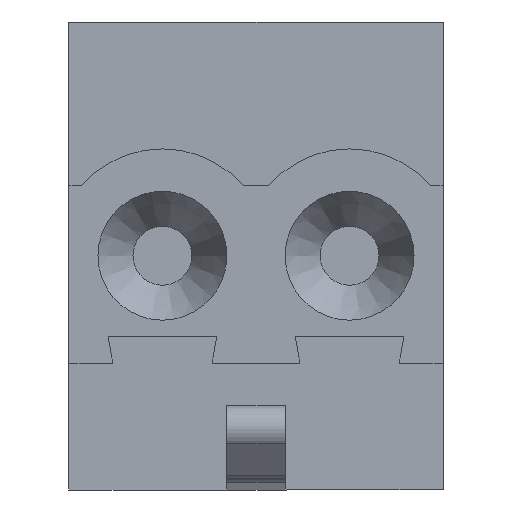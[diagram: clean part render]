
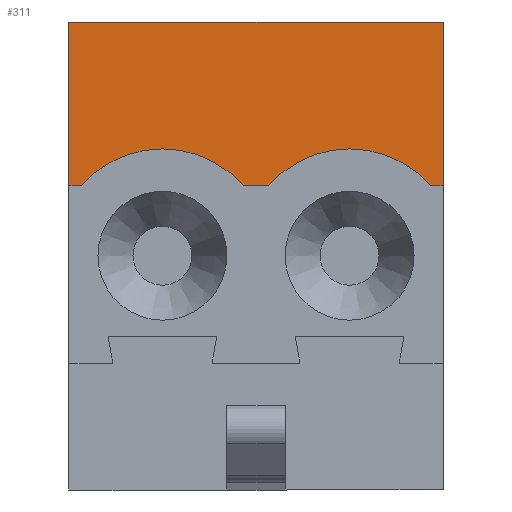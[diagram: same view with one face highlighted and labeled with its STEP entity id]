
A CAD part, front view. The second image highlights one B-rep face of the part: STEP entity #311.
In plain terms, the highlighted planar face has unit normal (0, -1, 0).
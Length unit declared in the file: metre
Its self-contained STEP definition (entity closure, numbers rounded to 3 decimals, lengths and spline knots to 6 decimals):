
#311=ADVANCED_FACE('',(#672),#673,.T.);
#672=FACE_OUTER_BOUND('',#1071,.T.);
#673=PLANE('',#1072);
#1071=EDGE_LOOP('',(#1983,#1984,#1985,#1986,#1987,#1988,#1989,#1990));
#1072=AXIS2_PLACEMENT_3D('',#1991,#1992,#1993);
#1983=ORIENTED_EDGE('',*,*,#2711,.F.);
#1984=ORIENTED_EDGE('',*,*,#2482,.F.);
#1985=ORIENTED_EDGE('',*,*,#2555,.F.);
#1986=ORIENTED_EDGE('',*,*,#2657,.F.);
#1987=ORIENTED_EDGE('',*,*,#2689,.F.);
#1988=ORIENTED_EDGE('',*,*,#2712,.F.);
#1989=ORIENTED_EDGE('',*,*,#2705,.F.);
#1990=ORIENTED_EDGE('',*,*,#2420,.F.);
#1991=CARTESIAN_POINT('',(0.03302,0.,-0.006336));
#1992=DIRECTION('',(0.,-1.0,0.));
#1993=DIRECTION('',(-1.0,0.,0.0));
#2420=EDGE_CURVE('',#2920,#2921,#2922,.T.);
#2482=EDGE_CURVE('',#3021,#3023,#3024,.T.);
#2555=EDGE_CURVE('',#3139,#3021,#3141,.T.);
#2657=EDGE_CURVE('',#3286,#3139,#3287,.T.);
#2689=EDGE_CURVE('',#3321,#3286,#3323,.T.);
#2705=EDGE_CURVE('',#2921,#3344,#3345,.T.);
#2711=EDGE_CURVE('',#3023,#2920,#3351,.T.);
#2712=EDGE_CURVE('',#3344,#3321,#3352,.T.);
#2920=VERTEX_POINT('',#3615);
#2921=VERTEX_POINT('',#3616);
#2922=LINE('',#3617,#3618);
#3021=VERTEX_POINT('',#3755);
#3023=VERTEX_POINT('',#3758);
#3024=LINE('',#3759,#3760);
#3139=VERTEX_POINT('',#3920);
#3141=LINE('',#3923,#3924);
#3286=VERTEX_POINT('',#4149);
#3287=LINE('',#4150,#4151);
#3321=VERTEX_POINT('',#4199);
#3323=LINE('',#4202,#4203);
#3344=VERTEX_POINT('',#4229);
#3345=CIRCLE('',#4230,0.0029);
#3351=CIRCLE('',#4238,0.0029);
#3352=LINE('',#4239,#4240);
#3615=CARTESIAN_POINT('',(0.005429,0.,-0.004442));
#3616=CARTESIAN_POINT('',(0.004731,0.,-0.004442));
#3617=CARTESIAN_POINT('',(0.004731,0.,-0.004442));
#3618=VECTOR('',#4448,1.0);
#3755=CARTESIAN_POINT('',(0.01016,0.0,-0.004442));
#3758=CARTESIAN_POINT('',(0.009811,0.,-0.004442));
#3759=CARTESIAN_POINT('',(0.00762,0.,-0.004442));
#3760=VECTOR('',#4514,1.0);
#3920=CARTESIAN_POINT('',(0.01016,0.0,0.));
#3923=CARTESIAN_POINT('',(0.01016,0.0,-0.006336));
#3924=VECTOR('',#4588,1.0);
#4149=CARTESIAN_POINT('',(0.0,0.,0.));
#4150=CARTESIAN_POINT('',(-0.01016,0.,0.));
#4151=VECTOR('',#4715,1.0);
#4199=CARTESIAN_POINT('',(0.,0.,-0.004442));
#4202=CARTESIAN_POINT('',(0.,0.,-0.003448));
#4203=VECTOR('',#4734,1.0);
#4229=CARTESIAN_POINT('',(0.000349,0.,-0.004442));
#4230=AXIS2_PLACEMENT_3D('',#4761,#4762,#4763);
#4238=AXIS2_PLACEMENT_3D('',#4766,#4767,#4768);
#4239=CARTESIAN_POINT('',(0.,0.,-0.004442));
#4240=VECTOR('',#4769,1.0);
#4448=DIRECTION('',(-1.0,0.,0.));
#4514=DIRECTION('',(-1.0,0.,0.));
#4588=DIRECTION('',(0.,0.,-1.0));
#4715=DIRECTION('',(1.0,0.,0.));
#4734=DIRECTION('',(0.,0.,1.0));
#4761=CARTESIAN_POINT('',(0.00254,0.,-0.006342));
#4762=DIRECTION('',(0.,-1.0,0.));
#4763=DIRECTION('',(-0.457,0.,-0.89));
#4766=CARTESIAN_POINT('',(0.00762,0.,-0.006342));
#4767=DIRECTION('',(0.,-1.0,0.));
#4768=DIRECTION('',(-0.457,0.,-0.89));
#4769=DIRECTION('',(-1.0,0.,0.));
